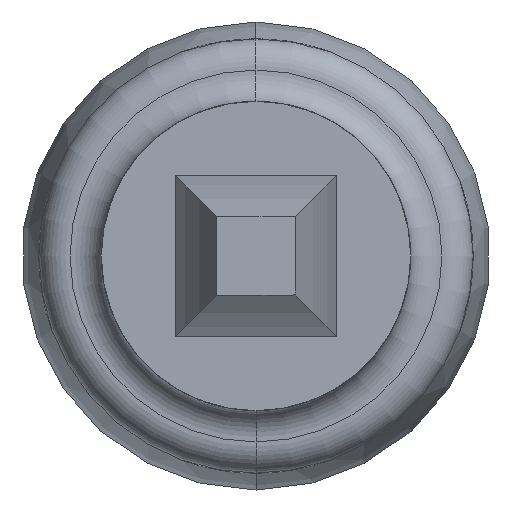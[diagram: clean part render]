
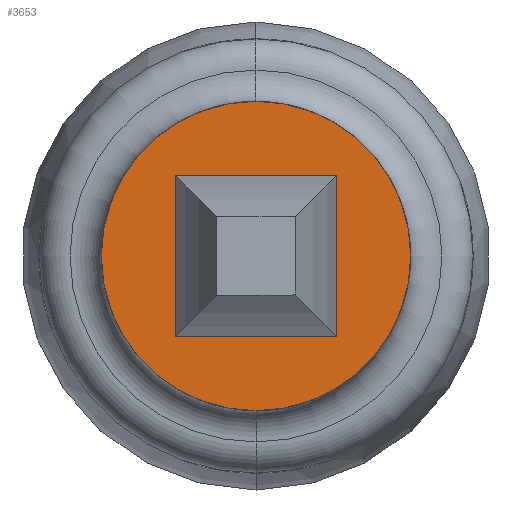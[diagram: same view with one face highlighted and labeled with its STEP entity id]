
A CAD part, front view. The second image highlights one B-rep face of the part: STEP entity #3653.
In plain terms, the highlighted planar face has unit normal (0, -1, 0).
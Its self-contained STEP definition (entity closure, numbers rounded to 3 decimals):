
#514 = FACE_BOUND ( 'NONE', #2037, .T. ) ;
#602 = VECTOR ( 'NONE', #2550, 1000. ) ;
#642 = CARTESIAN_POINT ( 'NONE',  ( -0.31, -30., 0.31 ) ) ;
#1008 = CARTESIAN_POINT ( 'NONE',  ( 0., -30., 0. ) ) ;
#1105 = AXIS2_PLACEMENT_3D ( 'NONE', #4799, #3773, #5679 ) ;
#1124 = ORIENTED_EDGE ( 'NONE', *, *, #5343, .T. ) ;
#1263 = LINE ( 'NONE', #5073, #3513 ) ;
#1498 = AXIS2_PLACEMENT_3D ( 'NONE', #2448, #6225, #3263 ) ;
#1830 = DIRECTION ( 'NONE',  ( 0., 0., 1. ) ) ;
#2037 = EDGE_LOOP ( 'NONE', ( #1124, #4939, #6192, #6063 ) ) ;
#2230 = CARTESIAN_POINT ( 'NONE',  ( 0.31, -30., 0.31 ) ) ;
#2232 = VERTEX_POINT ( 'NONE', #2300 ) ;
#2300 = CARTESIAN_POINT ( 'NONE',  ( 0., -30., 0.595 ) ) ;
#2448 = CARTESIAN_POINT ( 'NONE',  ( 0.595, -30., 0. ) ) ;
#2459 = ORIENTED_EDGE ( 'NONE', *, *, #2598, .F. ) ;
#2528 = CARTESIAN_POINT ( 'NONE',  ( 0.31, -30., -0.31 ) ) ;
#2550 = DIRECTION ( 'NONE',  ( 1., 0., 0. ) ) ;
#2598 = EDGE_CURVE ( 'NONE', #2232, #3165, #2691, .T. ) ;
#2609 = LINE ( 'NONE', #4901, #3314 ) ;
#2691 = CIRCLE ( 'NONE', #3497, 0.595 ) ;
#2848 = DIRECTION ( 'NONE',  ( -1., 0., 0. ) ) ;
#3083 = ORIENTED_EDGE ( 'NONE', *, *, #4092, .F. ) ;
#3090 = VERTEX_POINT ( 'NONE', #2528 ) ;
#3165 = VERTEX_POINT ( 'NONE', #3212 ) ;
#3212 = CARTESIAN_POINT ( 'NONE',  ( 0., -30., -0.595 ) ) ;
#3226 = CARTESIAN_POINT ( 'NONE',  ( -0.31, -30., -0.31 ) ) ;
#3263 = DIRECTION ( 'NONE',  ( 0., 0., 1. ) ) ;
#3303 = CIRCLE ( 'NONE', #1105, 0.595 ) ;
#3314 = VECTOR ( 'NONE', #5435, 1000. ) ;
#3497 = AXIS2_PLACEMENT_3D ( 'NONE', #1008, #5657, #5248 ) ;
#3513 = VECTOR ( 'NONE', #1830, 1000. ) ;
#3521 = EDGE_CURVE ( 'NONE', #3604, #3930, #4942, .T. ) ;
#3604 = VERTEX_POINT ( 'NONE', #5563 ) ;
#3653 = ADVANCED_FACE ( 'Defeature ausgef�hrt6_9', ( #5187, #514 ), #4747, .F. ) ;
#3773 = DIRECTION ( 'NONE',  ( 0., 1., 0. ) ) ;
#3930 = VERTEX_POINT ( 'NONE', #2230 ) ;
#4092 = EDGE_CURVE ( 'NONE', #3165, #2232, #3303, .T. ) ;
#4643 = EDGE_CURVE ( 'NONE', #5266, #3604, #1263, .T. ) ;
#4747 = PLANE ( 'NONE',  #1498 ) ;
#4799 = CARTESIAN_POINT ( 'NONE',  ( 0., -30., 0. ) ) ;
#4871 = EDGE_CURVE ( 'NONE', #3930, #3090, #2609, .T. ) ;
#4901 = CARTESIAN_POINT ( 'NONE',  ( 0.31, -30., -0.31 ) ) ;
#4939 = ORIENTED_EDGE ( 'NONE', *, *, #4643, .T. ) ;
#4942 = LINE ( 'NONE', #642, #602 ) ;
#5073 = CARTESIAN_POINT ( 'NONE',  ( -0.31, -30., -0.31 ) ) ;
#5090 = EDGE_LOOP ( 'NONE', ( #2459, #3083 ) ) ;
#5187 = FACE_OUTER_BOUND ( 'NONE', #5090, .T. ) ;
#5206 = CARTESIAN_POINT ( 'NONE',  ( -0.31, -30., -0.31 ) ) ;
#5248 = DIRECTION ( 'NONE',  ( 0., 0., 1. ) ) ;
#5266 = VERTEX_POINT ( 'NONE', #3226 ) ;
#5343 = EDGE_CURVE ( 'NONE', #3090, #5266, #6150, .T. ) ;
#5421 = VECTOR ( 'NONE', #2848, 1000. ) ;
#5435 = DIRECTION ( 'NONE',  ( 0., 0., -1. ) ) ;
#5563 = CARTESIAN_POINT ( 'NONE',  ( -0.31, -30., 0.31 ) ) ;
#5657 = DIRECTION ( 'NONE',  ( 0., 1., 0. ) ) ;
#5679 = DIRECTION ( 'NONE',  ( 0., 0., 1. ) ) ;
#6063 = ORIENTED_EDGE ( 'NONE', *, *, #4871, .T. ) ;
#6150 = LINE ( 'NONE', #5206, #5421 ) ;
#6192 = ORIENTED_EDGE ( 'NONE', *, *, #3521, .T. ) ;
#6225 = DIRECTION ( 'NONE',  ( 0., 1., 0. ) ) ;
